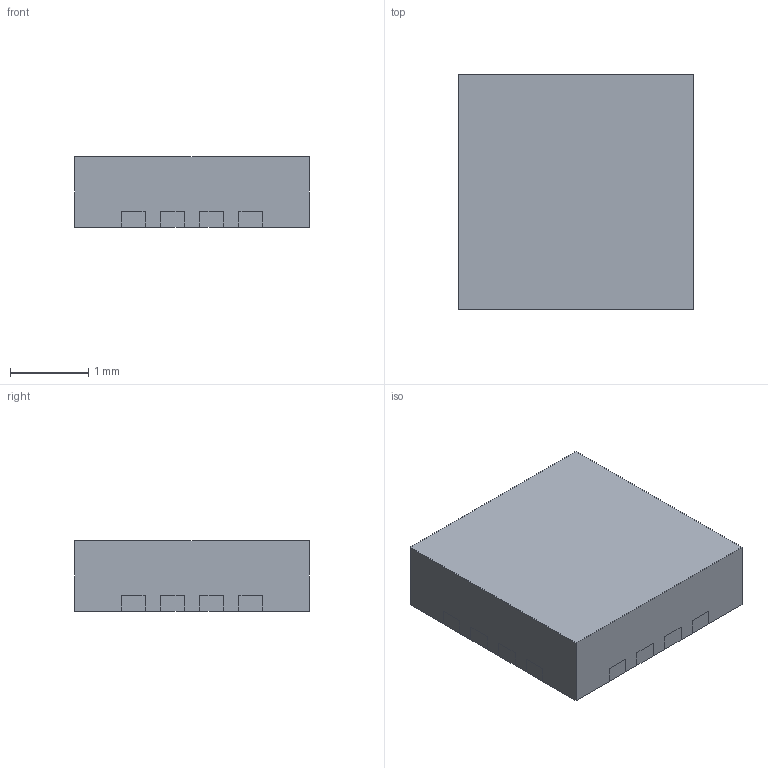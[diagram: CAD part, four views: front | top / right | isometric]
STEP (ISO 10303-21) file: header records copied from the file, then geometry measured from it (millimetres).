
FILE_DESCRIPTION(('FreeCAD Model'),'2;1');
FILE_NAME('Open CASCADE Shape Model','2021-08-13T15:21:11',(''),(''), 'Open CASCADE STEP processor 7.5','FreeCAD','Unknown');
FILE_SCHEMA(('AUTOMOTIVE_DESIGN { 1 0 10303 214 1 1 1 1 }'));
Length unit declared in the file: millimetre
Products named in the file (1): Body
Bounding box: 3 x 3 x 0.9 mm (x, y, z)
Volume: 8.1 mm3; surface area: 28.8 mm2
Topology: 1 solids, 1 shells, 38 faces, 140 edges, 104 vertices
Faces by surface type: plane 38
Entity records: 3453 total; most frequent: CARTESIAN_POINT 755, DIRECTION 482, LINE 372, VECTOR 372, ORIENTED_EDGE 280, PCURVE 280, DEFINITIONAL_REPRESENTATION 280, EDGE_CURVE 140
